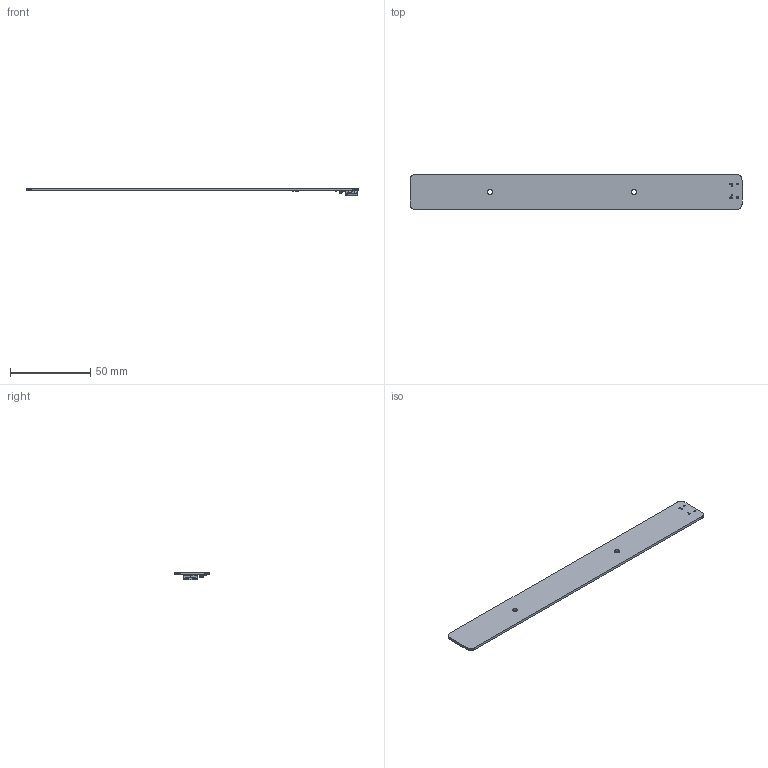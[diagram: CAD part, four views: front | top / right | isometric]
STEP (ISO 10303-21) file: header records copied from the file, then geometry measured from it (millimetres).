
FILE_DESCRIPTION(('KiCad electronic assembly'),'2;1');
FILE_NAME('Rapid Training Target.step','2023-07-18T19:41:28',('Pcbnew'), ('Kicad'),'Open CASCADE STEP processor 7.6','KiCad to STEP converter', 'Unknown');
FILE_SCHEMA(('AUTOMOTIVE_DESIGN { 1 0 10303 214 1 1 1 1 }'));
Length unit declared in the file: millimetre
Products named in the file (10): Rapid Training Target 1; R_0603_1608Metric; SOLID; C_0603_1608Metric; SOT-23-5; USB_C_Receptacle_GCT_USB4105-xx-A_16P_TopMnt_Horizontal; COMPOUND; Rapid Training Target PCB
Assembly tree (14 placements, depth 3):
  Rapid Training Target 1
    R_0603_1608Metric  x5
      SOLID
    C_0603_1608Metric  x2
      SOLID
    SOT-23-5
      SOLID
    USB_C_Receptacle_GCT_USB4105-xx-A_16P_TopMnt_Horizontal
      COMPOUND
    Rapid Training Target PCB
Bounding box: 207.5 x 22 x 4.94 mm (x, y, z)
Volume: 7294.2 mm3; surface area: 10445.8 mm2
Topology: 45 solids, 45 shells, 1098 faces, 2826 edges, 1812 vertices
Faces by surface type: plane 833, cylinder 228, bspline 29, cone 8
Full cylindrical faces by diameter (mm): 0.5 x2, 0.6 x2, 3.2 x2
Entity records: 68370 total; most frequent: CARTESIAN_POINT 12069, DIRECTION 9410, LINE 6578, VECTOR 6578, ORIENTED_EDGE 4964, PCURVE 4964, DEFINITIONAL_REPRESENTATION 4964, EDGE_CURVE 2482
